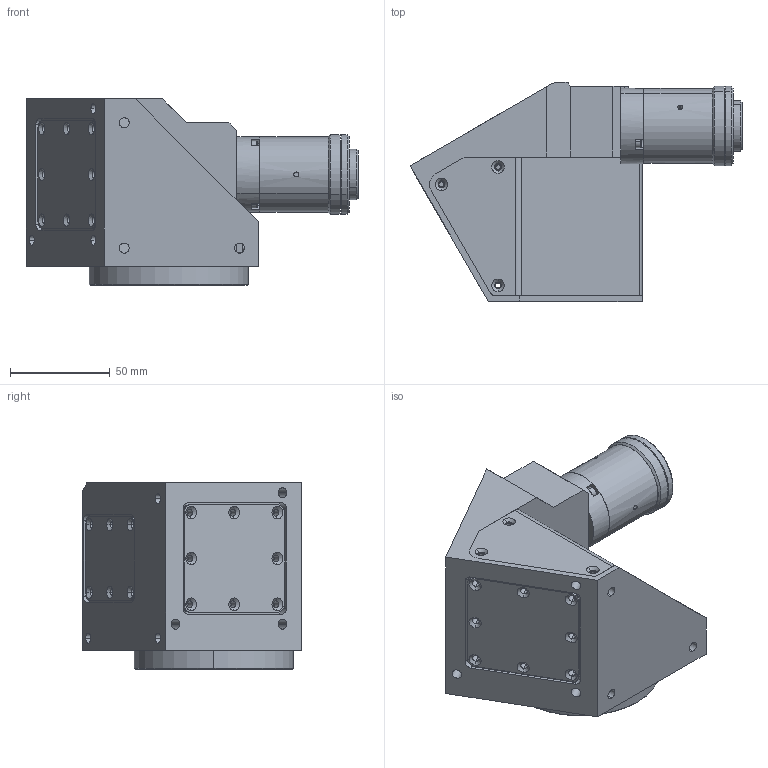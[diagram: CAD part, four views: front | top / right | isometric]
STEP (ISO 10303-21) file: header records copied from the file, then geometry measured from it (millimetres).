
FILE_DESCRIPTION (( 'STEP AP203' ), '1' );
FILE_NAME ('TCCR3M056-C.step', '2018-10-22T14:03:28', ( '' ), ( '' ), 'SwSTEP 2.0', 'SolidWorks 2017', '' );
FILE_SCHEMA (( 'CONFIG_CONTROL_DESIGN' ));
Length unit declared in the file: millimetre
Products named in the file (1): TCCR3M056-C
Bounding box: 166.8 x 110 x 93.6 mm (x, y, z)
Surface area: 77085.8 mm2 (no closed solid volume)
Topology: 0 solids, 19 shells, 286 faces, 873 edges, 600 vertices
Faces by surface type: cylinder 131, plane 87, cone 60, torus 6, sphere 2
Entity records: 10145 total; most frequent: CARTESIAN_POINT 2054, DIRECTION 1815, ORIENTED_EDGE 1425, EDGE_CURVE 867, AXIS2_PLACEMENT_3D 685, VERTEX_POINT 600, LINE 445, VECTOR 445
